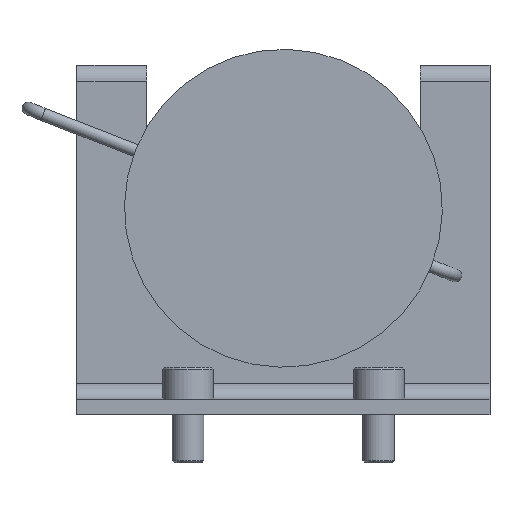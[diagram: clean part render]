
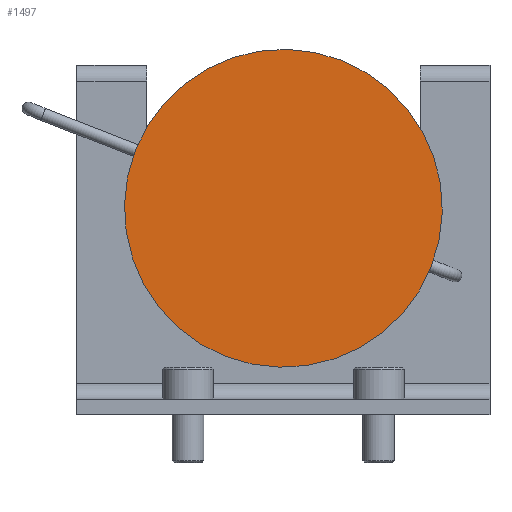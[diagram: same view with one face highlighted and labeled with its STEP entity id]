
A CAD part, front view. The second image highlights one B-rep face of the part: STEP entity #1497.
In plain terms, the highlighted planar face has unit normal (0, -1, 0).
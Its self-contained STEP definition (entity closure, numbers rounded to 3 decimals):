
#121 = DIRECTION ( 'NONE',  ( 0., -1., 0. ) ) ;
#234 = DIRECTION ( 'NONE',  ( 0., -1., 0. ) ) ;
#260 = EDGE_CURVE ( 'NONE', #369, #369, #1681, .T. ) ;
#316 = FACE_OUTER_BOUND ( 'NONE', #1791, .T. ) ;
#369 = VERTEX_POINT ( 'NONE', #2258 ) ;
#403 = AXIS2_PLACEMENT_3D ( 'NONE', #1505, #121, #494 ) ;
#494 = DIRECTION ( 'NONE',  ( 0., 0., -1. ) ) ;
#1450 = ORIENTED_EDGE ( 'NONE', *, *, #260, .T. ) ;
#1471 = PLANE ( 'NONE',  #403 ) ;
#1497 = ADVANCED_FACE ( 'NONE', ( #316 ), #1471, .T. ) ;
#1505 = CARTESIAN_POINT ( 'NONE',  ( 0., 0., 0. ) ) ;
#1642 = AXIS2_PLACEMENT_3D ( 'NONE', #2044, #234, #2066 ) ;
#1681 = CIRCLE ( 'NONE', #1642, 50. ) ;
#1791 = EDGE_LOOP ( 'NONE', ( #1450 ) ) ;
#2044 = CARTESIAN_POINT ( 'NONE',  ( 0., 0., 0. ) ) ;
#2066 = DIRECTION ( 'NONE',  ( 0., 0., -1. ) ) ;
#2258 = CARTESIAN_POINT ( 'NONE',  ( 0., 0., -50. ) ) ;
